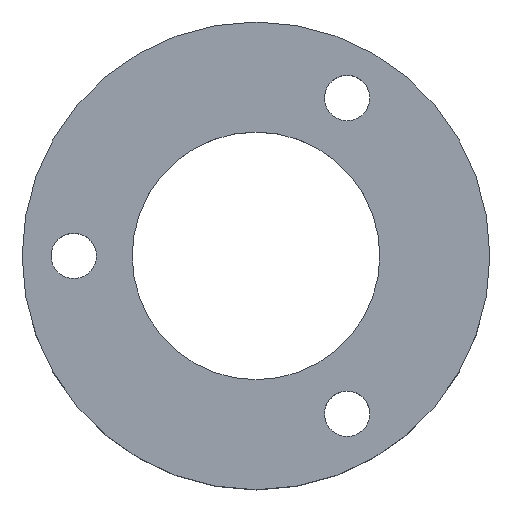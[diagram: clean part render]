
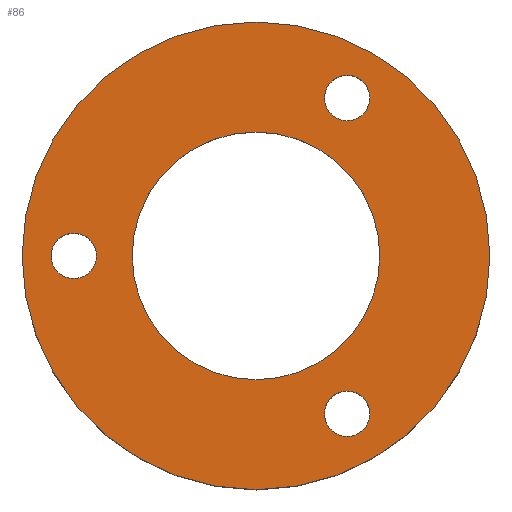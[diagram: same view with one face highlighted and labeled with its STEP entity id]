
A CAD part, top view. The second image highlights one B-rep face of the part: STEP entity #86.
In plain terms, the highlighted planar face has unit normal (0, 0, 1).
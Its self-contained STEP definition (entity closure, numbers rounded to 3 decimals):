
#4 = DIRECTION ( 'NONE',  ( 0., 0., -1. ) ) ;
#7 = EDGE_LOOP ( 'NONE', ( #376, #353 ) ) ;
#14 = ORIENTED_EDGE ( 'NONE', *, *, #462, .T. ) ;
#20 = FACE_BOUND ( 'NONE', #551, .T. ) ;
#23 = EDGE_CURVE ( 'NONE', #582, #164, #545, .T. ) ;
#26 = AXIS2_PLACEMENT_3D ( 'NONE', #567, #363, #328 ) ;
#27 = CIRCLE ( 'NONE', #26, 1.65 ) ;
#34 = DIRECTION ( 'NONE',  ( -1., 0., 0. ) ) ;
#52 = VERTEX_POINT ( 'NONE', #372 ) ;
#58 = EDGE_CURVE ( 'NONE', #100, #330, #478, .T. ) ;
#59 = DIRECTION ( 'NONE',  ( -1., 0., 0. ) ) ;
#61 = EDGE_LOOP ( 'NONE', ( #257, #559 ) ) ;
#70 = ORIENTED_EDGE ( 'NONE', *, *, #71, .T. ) ;
#71 = EDGE_CURVE ( 'NONE', #307, #215, #364, .T. ) ;
#80 = AXIS2_PLACEMENT_3D ( 'NONE', #584, #113, #34 ) ;
#86 = ADVANCED_FACE ( 'NONE', ( #20, #555, #538, #399, #222 ), #146, .T. ) ;
#93 = ORIENTED_EDGE ( 'NONE', *, *, #264, .T. ) ;
#100 = VERTEX_POINT ( 'NONE', #237 ) ;
#101 = CARTESIAN_POINT ( 'NONE',  ( -14.9, 0., 11. ) ) ;
#113 = DIRECTION ( 'NONE',  ( 0., 0., -1. ) ) ;
#138 = EDGE_LOOP ( 'NONE', ( #269, #93 ) ) ;
#146 = PLANE ( 'NONE',  #392 ) ;
#152 = VERTEX_POINT ( 'NONE', #193 ) ;
#155 = AXIS2_PLACEMENT_3D ( 'NONE', #413, #562, #242 ) ;
#158 = EDGE_CURVE ( 'NONE', #581, #531, #375, .T. ) ;
#159 = CARTESIAN_POINT ( 'NONE',  ( -11.6, 0., 11. ) ) ;
#163 = AXIS2_PLACEMENT_3D ( 'NONE', #377, #368, #520 ) ;
#164 = VERTEX_POINT ( 'NONE', #381 ) ;
#172 = DIRECTION ( 'NONE',  ( -1., 0., 0. ) ) ;
#178 = AXIS2_PLACEMENT_3D ( 'NONE', #603, #4, #285 ) ;
#183 = EDGE_LOOP ( 'NONE', ( #490, #499 ) ) ;
#184 = CARTESIAN_POINT ( 'NONE',  ( 6.625, 11.475, 11. ) ) ;
#189 = CIRCLE ( 'NONE', #384, 1.65 ) ;
#193 = CARTESIAN_POINT ( 'NONE',  ( 8.275, 11.475, 11. ) ) ;
#194 = EDGE_CURVE ( 'NONE', #164, #582, #268, .T. ) ;
#203 = DIRECTION ( 'NONE',  ( 0., 0., -1. ) ) ;
#206 = DIRECTION ( 'NONE',  ( 0., 0., -1. ) ) ;
#215 = VERTEX_POINT ( 'NONE', #101 ) ;
#221 = AXIS2_PLACEMENT_3D ( 'NONE', #599, #359, #453 ) ;
#222 = FACE_OUTER_BOUND ( 'NONE', #7, .T. ) ;
#237 = CARTESIAN_POINT ( 'NONE',  ( 17., 0., 11. ) ) ;
#239 = DIRECTION ( 'NONE',  ( 0., 0., 1. ) ) ;
#242 = DIRECTION ( 'NONE',  ( -1., 0., 0. ) ) ;
#244 = CARTESIAN_POINT ( 'NONE',  ( 9., 0., 11. ) ) ;
#247 = CARTESIAN_POINT ( 'NONE',  ( 0., 0., 11. ) ) ;
#253 = AXIS2_PLACEMENT_3D ( 'NONE', #576, #203, #59 ) ;
#257 = ORIENTED_EDGE ( 'NONE', *, *, #158, .T. ) ;
#260 = CIRCLE ( 'NONE', #498, 1.65 ) ;
#264 = EDGE_CURVE ( 'NONE', #152, #52, #189, .T. ) ;
#268 = CIRCLE ( 'NONE', #440, 9. ) ;
#269 = ORIENTED_EDGE ( 'NONE', *, *, #349, .T. ) ;
#279 = DIRECTION ( 'NONE',  ( 1., 0., 0. ) ) ;
#280 = CARTESIAN_POINT ( 'NONE',  ( 4.975, -11.475, 11. ) ) ;
#285 = DIRECTION ( 'NONE',  ( -1., 0., 0. ) ) ;
#289 = EDGE_CURVE ( 'NONE', #330, #100, #398, .T. ) ;
#307 = VERTEX_POINT ( 'NONE', #159 ) ;
#315 = DIRECTION ( 'NONE',  ( 0., 0., -1. ) ) ;
#325 = CARTESIAN_POINT ( 'NONE',  ( -17., 0., 11. ) ) ;
#328 = DIRECTION ( 'NONE',  ( -1., 0., 0. ) ) ;
#330 = VERTEX_POINT ( 'NONE', #325 ) ;
#338 = DIRECTION ( 'NONE',  ( -1., 0., 0. ) ) ;
#349 = EDGE_CURVE ( 'NONE', #52, #152, #260, .T. ) ;
#353 = ORIENTED_EDGE ( 'NONE', *, *, #58, .F. ) ;
#359 = DIRECTION ( 'NONE',  ( 0., 0., -1. ) ) ;
#363 = DIRECTION ( 'NONE',  ( 0., 0., -1. ) ) ;
#364 = CIRCLE ( 'NONE', #155, 1.65 ) ;
#368 = DIRECTION ( 'NONE',  ( 0., 0., -1. ) ) ;
#372 = CARTESIAN_POINT ( 'NONE',  ( 4.975, 11.475, 11. ) ) ;
#375 = CIRCLE ( 'NONE', #253, 1.65 ) ;
#376 = ORIENTED_EDGE ( 'NONE', *, *, #289, .F. ) ;
#377 = CARTESIAN_POINT ( 'NONE',  ( 0., 0., 11. ) ) ;
#381 = CARTESIAN_POINT ( 'NONE',  ( -9., 0., 11. ) ) ;
#384 = AXIS2_PLACEMENT_3D ( 'NONE', #439, #206, #489 ) ;
#392 = AXIS2_PLACEMENT_3D ( 'NONE', #516, #239, #279 ) ;
#398 = CIRCLE ( 'NONE', #80, 17. ) ;
#399 = FACE_BOUND ( 'NONE', #183, .T. ) ;
#413 = CARTESIAN_POINT ( 'NONE',  ( -13.25, 0., 11. ) ) ;
#434 = CIRCLE ( 'NONE', #178, 1.65 ) ;
#439 = CARTESIAN_POINT ( 'NONE',  ( 6.625, 11.475, 11. ) ) ;
#440 = AXIS2_PLACEMENT_3D ( 'NONE', #247, #477, #338 ) ;
#448 = EDGE_CURVE ( 'NONE', #531, #581, #27, .T. ) ;
#453 = DIRECTION ( 'NONE',  ( -1., 0., 0. ) ) ;
#462 = EDGE_CURVE ( 'NONE', #215, #307, #434, .T. ) ;
#477 = DIRECTION ( 'NONE',  ( 0., 0., -1. ) ) ;
#478 = CIRCLE ( 'NONE', #163, 17. ) ;
#489 = DIRECTION ( 'NONE',  ( -1., 0., 0. ) ) ;
#490 = ORIENTED_EDGE ( 'NONE', *, *, #194, .T. ) ;
#498 = AXIS2_PLACEMENT_3D ( 'NONE', #184, #315, #172 ) ;
#499 = ORIENTED_EDGE ( 'NONE', *, *, #23, .T. ) ;
#513 = CARTESIAN_POINT ( 'NONE',  ( 8.275, -11.475, 11. ) ) ;
#516 = CARTESIAN_POINT ( 'NONE',  ( 0., 9., 11. ) ) ;
#520 = DIRECTION ( 'NONE',  ( -1., 0., 0. ) ) ;
#531 = VERTEX_POINT ( 'NONE', #513 ) ;
#538 = FACE_BOUND ( 'NONE', #61, .T. ) ;
#545 = CIRCLE ( 'NONE', #221, 9. ) ;
#551 = EDGE_LOOP ( 'NONE', ( #14, #70 ) ) ;
#555 = FACE_BOUND ( 'NONE', #138, .T. ) ;
#559 = ORIENTED_EDGE ( 'NONE', *, *, #448, .T. ) ;
#562 = DIRECTION ( 'NONE',  ( 0., 0., -1. ) ) ;
#567 = CARTESIAN_POINT ( 'NONE',  ( 6.625, -11.475, 11. ) ) ;
#576 = CARTESIAN_POINT ( 'NONE',  ( 6.625, -11.475, 11. ) ) ;
#581 = VERTEX_POINT ( 'NONE', #280 ) ;
#582 = VERTEX_POINT ( 'NONE', #244 ) ;
#584 = CARTESIAN_POINT ( 'NONE',  ( 0., 0., 11. ) ) ;
#599 = CARTESIAN_POINT ( 'NONE',  ( 0., 0., 11. ) ) ;
#603 = CARTESIAN_POINT ( 'NONE',  ( -13.25, 0., 11. ) ) ;
